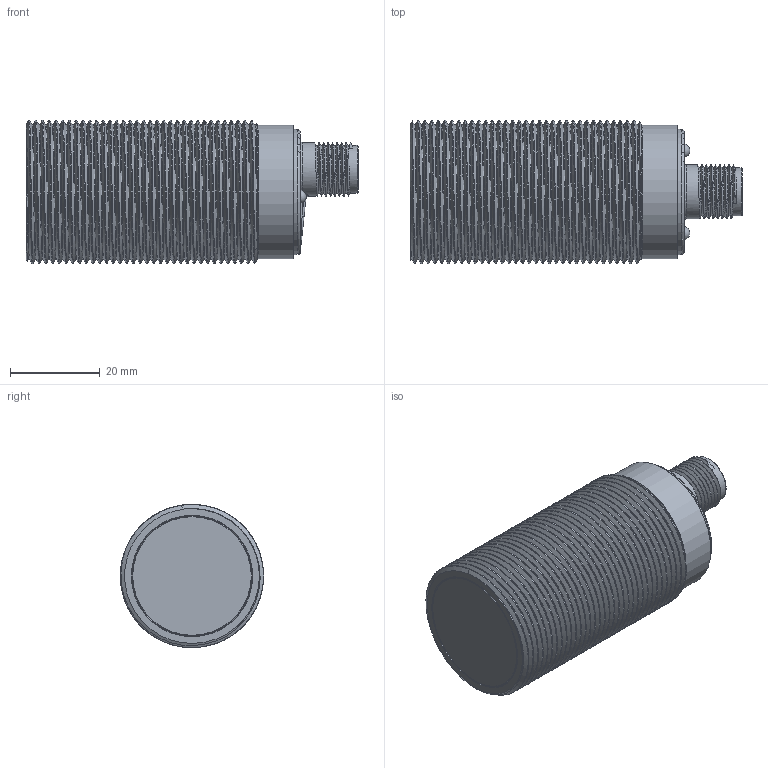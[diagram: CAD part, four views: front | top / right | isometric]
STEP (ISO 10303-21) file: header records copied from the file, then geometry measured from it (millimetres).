
FILE_DESCRIPTION(/* description */ (''),/* implementation_level */ '2;1');
FILE_NAME(/* name */ 'KNS-M32-74V-B10G3-B4_1.stp',/* time_stamp */ '2024-10-23T14:24:35+02:00',/* author */ ('Tove.Virkelyst'),/* organization */ (''),/* preprocessor_version */ 'ST-DEVELOPER v19.2',/* originating_system */ 'Autodesk Inventor 2023',/* authorisation */ '');
FILE_SCHEMA (('AUTOMOTIVE_DESIGN { 1 0 10303 214 3 1 1 }'));
Products named in the file (1): KNS-M32-74V-B10G3-B4_1
Bounding box: 73.85 x 31.85 x 31.85 mm (x, y, z)
Volume: 45577.9 mm3; surface area: 13324 mm2
Topology: 1 solids, 1 shells, 568 faces, 1573 edges, 1028 vertices
Faces by surface type: bspline 253, plane 184, cylinder 88, cone 22, torus 19, sphere 2
Full cylindrical faces by diameter (mm): 1 x6, 3.8 x1, 3.9 x1, 7.32 x1, 8.5 x2, 10.7 x8, 12 x8, 26.63 x1, 29.72 x1, 31.85 x33
Entity records: 40715 total; most frequent: CARTESIAN_POINT 27333, ORIENTED_EDGE 3134, DIRECTION 1885, EDGE_CURVE 1567, VERTEX_POINT 1028, LINE 659, VECTOR 659, AXIS2_PLACEMENT_3D 613
